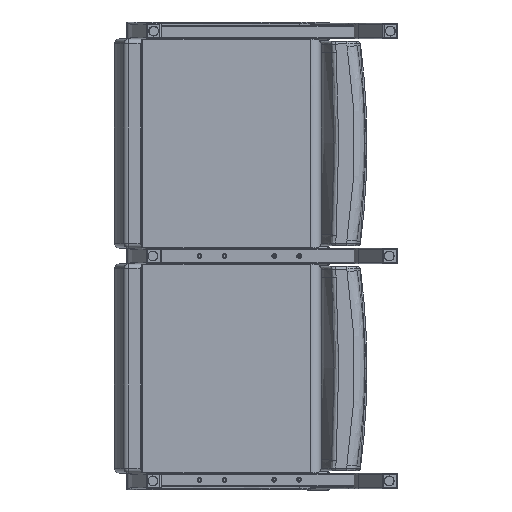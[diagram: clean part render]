
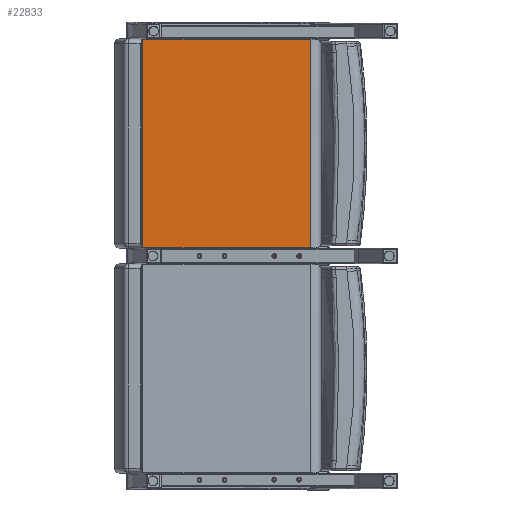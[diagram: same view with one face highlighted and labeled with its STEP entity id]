
A CAD part, front view. The second image highlights one B-rep face of the part: STEP entity #22833.
In plain terms, the highlighted face is planar.
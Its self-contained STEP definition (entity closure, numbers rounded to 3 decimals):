
#2702=PLANE('',#25025);
#3786=LINE('',#56373,#5268);
#3802=LINE('',#56507,#5284);
#3808=LINE('',#56594,#5290);
#3809=LINE('',#56596,#5291);
#5268=VECTOR('',#29430,0.394);
#5284=VECTOR('',#29506,0.394);
#5290=VECTOR('',#29568,0.394);
#5291=VECTOR('',#29571,0.394);
#7141=FACE_OUTER_BOUND('',#8711,.T.);
#8711=EDGE_LOOP('',(#18670,#18671,#18672,#18673));
#11702=VERTEX_POINT('',#56361);
#11703=VERTEX_POINT('',#56372);
#11727=VERTEX_POINT('',#56495);
#11728=VERTEX_POINT('',#56506);
#14142=EDGE_CURVE('',#11702,#11703,#3786,.T.);
#14181=EDGE_CURVE('',#11727,#11728,#3802,.T.);
#14206=EDGE_CURVE('',#11727,#11703,#3808,.T.);
#14207=EDGE_CURVE('',#11728,#11702,#3809,.T.);
#18670=ORIENTED_EDGE('',*,*,#14142,.F.);
#18671=ORIENTED_EDGE('',*,*,#14207,.F.);
#18672=ORIENTED_EDGE('',*,*,#14181,.F.);
#18673=ORIENTED_EDGE('',*,*,#14206,.T.);
#22833=ADVANCED_FACE('',(#7141),#2702,.T.);
#25025=AXIS2_PLACEMENT_3D('',#56595,#29569,#29570);
#29430=DIRECTION('',(1.,0.,0.));
#29506=DIRECTION('',(-1.,0.,0.));
#29568=DIRECTION('',(0.,0.,1.));
#29569=DIRECTION('center_axis',(0.,-1.,0.));
#29570=DIRECTION('ref_axis',(1.,0.,0.));
#29571=DIRECTION('',(0.,0.,1.));
#56361=CARTESIAN_POINT('',(-12.083,0.797,20.966));
#56372=CARTESIAN_POINT('',(4.791,0.797,20.966));
#56373=CARTESIAN_POINT('',(-9.146,0.797,20.966));
#56495=CARTESIAN_POINT('',(4.791,0.797,0.034));
#56506=CARTESIAN_POINT('',(-12.083,0.797,0.034));
#56507=CARTESIAN_POINT('',(-9.146,0.797,0.034));
#56594=CARTESIAN_POINT('',(4.791,0.797,0.));
#56595=CARTESIAN_POINT('Origin',(-12.083,0.797,0.));
#56596=CARTESIAN_POINT('',(-12.083,0.797,0.));
